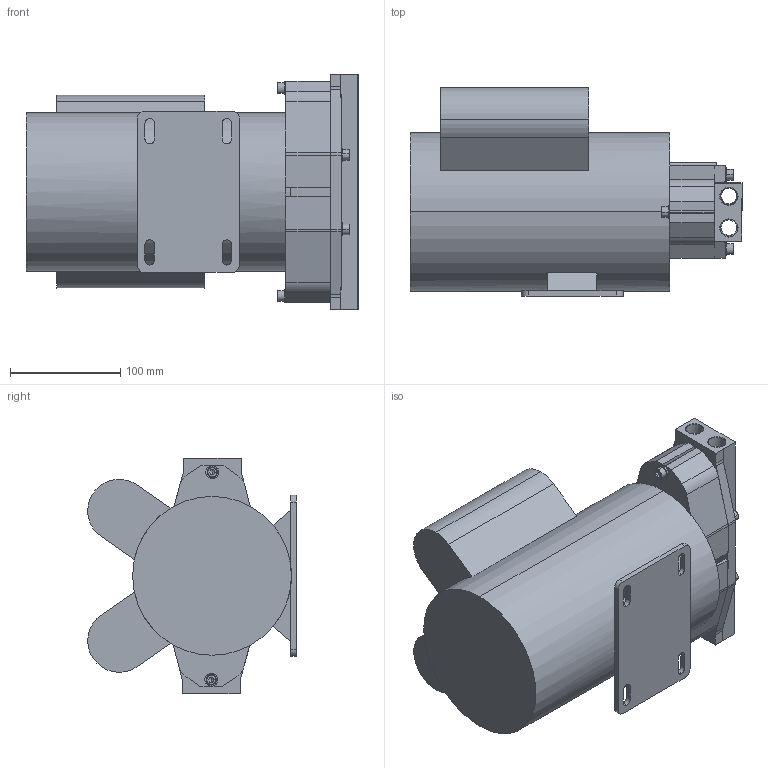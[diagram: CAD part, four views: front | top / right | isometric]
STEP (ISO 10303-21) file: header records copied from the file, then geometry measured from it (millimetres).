
FILE_DESCRIPTION (( 'STEP AP203' ), '1' );
FILE_NAME ('350U-M81.STEP', '2020-06-30T18:58:08', ( '' ), ( '' ), 'SwSTEP 2.0', 'SolidWorks 2018', '' );
FILE_SCHEMA (( 'CONFIG_CONTROL_DESIGN' ));
Length unit declared in the file: inch
Products named in the file (1): 350U-M81
Bounding box: 300.61 x 188.67 x 213.62 mm (x, y, z)
Volume: 5337564 mm3; surface area: 333585.1 mm2
Topology: 17 solids, 17 shells, 435 faces, 1057 edges, 658 vertices
Faces by surface type: plane 228, cylinder 131, cone 64, torus 12
Entity records: 12666 total; most frequent: DIRECTION 2277, CARTESIAN_POINT 2163, ORIENTED_EDGE 2066, EDGE_CURVE 1033, AXIS2_PLACEMENT_3D 812, VERTEX_POINT 658, VECTOR 653, LINE 653
